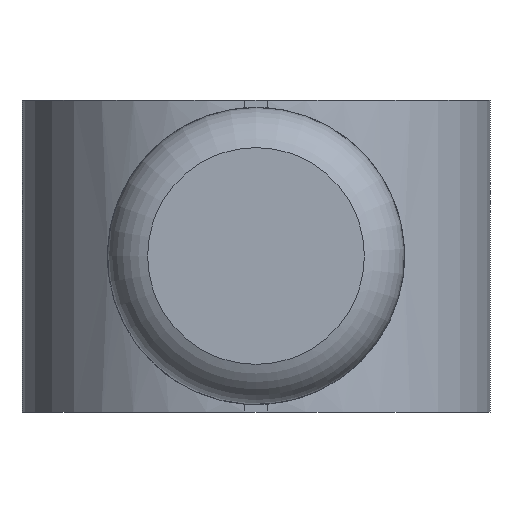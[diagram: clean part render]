
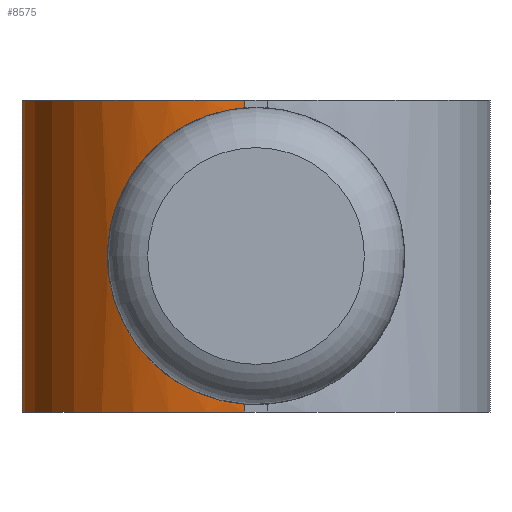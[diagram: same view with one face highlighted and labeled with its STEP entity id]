
A CAD part, left-side view. The second image highlights one B-rep face of the part: STEP entity #8575.
In plain terms, the highlighted cylindrical face has radius 15 mm (diameter 30 mm), a partial arc.
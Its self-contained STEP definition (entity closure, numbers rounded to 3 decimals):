
#949=LINE($,#15633,#1679);
#950=LINE($,#15635,#1680);
#951=LINE($,#15638,#1681);
#1679=VECTOR($,#10109,0.528);
#1680=VECTOR($,#10110,21.);
#1681=VECTOR($,#10113,0.528);
#1689=B_SPLINE_CURVE_WITH_KNOTS($,3,(#10177,#10178,#10179,#10180,#10181,
#10182,#10183,#10184,#10185,#10186,#10187,#10188,#10189,#10190,#10191,#10192,
#10193,#10194,#10195,#10196,#10197,#10198),.UNSPECIFIED.,.F.,.F.,(4,2,2,
2,2,2,2,2,2,2,4),(1.664,1.974,2.359,2.751,
2.947,3.143,3.34,3.536,3.928,
4.313,4.623),.UNSPECIFIED.);
#2850=FACE_OUTER_BOUND($,#3366,.T.);
#3366=EDGE_LOOP($,(#7769,#7770,#7771,#7772,#7773,#7774));
#3406=CIRCLE($,#8845,15.);
#3408=CIRCLE($,#8850,15.);
#3415=VERTEX_POINT($,#10174);
#3416=VERTEX_POINT($,#10176);
#4212=VERTEX_POINT($,#15623);
#4213=VERTEX_POINT($,#15625);
#4215=VERTEX_POINT($,#15634);
#4216=VERTEX_POINT($,#15636);
#4224=EDGE_CURVE($,#3416,#3415,#1689,.T.);
#5404=EDGE_CURVE($,#4213,#4212,#3406,.T.);
#5407=EDGE_CURVE($,#3415,#4213,#949,.T.);
#5408=EDGE_CURVE($,#4215,#4212,#950,.T.);
#5409=EDGE_CURVE($,#4215,#4216,#3408,.T.);
#5410=EDGE_CURVE($,#4216,#3416,#951,.T.);
#7769=ORIENTED_EDGE($,*,*,#4224,.T.);
#7770=ORIENTED_EDGE($,*,*,#5407,.T.);
#7771=ORIENTED_EDGE($,*,*,#5404,.T.);
#7772=ORIENTED_EDGE($,*,*,#5408,.F.);
#7773=ORIENTED_EDGE($,*,*,#5409,.T.);
#7774=ORIENTED_EDGE($,*,*,#5410,.T.);
#7831=CYLINDRICAL_SURFACE($,#8849,15.);
#8575=ADVANCED_FACE($,(#2850),#7831,.T.);
#8845=AXIS2_PLACEMENT_3D($,#15626,#10098,#10099);
#8849=AXIS2_PLACEMENT_3D($,#15632,#10107,#10108);
#8850=AXIS2_PLACEMENT_3D($,#15637,#10111,#10112);
#10098=DIRECTION('center_axis',(0.,0.,-1.));
#10099=DIRECTION('ref_axis',(0.,1.,0.));
#10107=DIRECTION('center_axis',(0.,0.,1.));
#10108=DIRECTION('ref_axis',(0.,1.,0.));
#10109=DIRECTION($,(0.,0.,1.));
#10110=DIRECTION($,(0.,0.,1.));
#10111=DIRECTION('center_axis',(0.,0.,1.));
#10112=DIRECTION('ref_axis',(0.,1.,0.));
#10113=DIRECTION($,(0.,0.,1.));
#10174=CARTESIAN_POINT('',(-35.25,0.75,9.972));
#10176=CARTESIAN_POINT('',(-35.25,0.75,-9.972));
#10177=CARTESIAN_POINT('Ctrl Pts',(-35.25,0.75,-9.972));
#10178=CARTESIAN_POINT('Ctrl Pts',(-35.25,1.8,-9.893));
#10179=CARTESIAN_POINT('Ctrl Pts',(-35.134,2.869,-9.639));
#10180=CARTESIAN_POINT('Ctrl Pts',(-34.665,5.082,-8.714));
#10181=CARTESIAN_POINT('Ctrl Pts',(-34.264,6.183,-7.953));
#10182=CARTESIAN_POINT('Ctrl Pts',(-33.456,7.929,-6.219));
#10183=CARTESIAN_POINT('Ctrl Pts',(-32.988,8.695,-5.115));
#10184=CARTESIAN_POINT('Ctrl Pts',(-32.458,9.472,-3.275));
#10185=CARTESIAN_POINT('Ctrl Pts',(-32.31,9.671,-2.631));
#10186=CARTESIAN_POINT('Ctrl Pts',(-32.11,9.935,-1.32));
#10187=CARTESIAN_POINT('Ctrl Pts',(-32.058,10.,-0.654));
#10188=CARTESIAN_POINT('Ctrl Pts',(-32.058,10.,0.654));
#10189=CARTESIAN_POINT('Ctrl Pts',(-32.11,9.935,1.32));
#10190=CARTESIAN_POINT('Ctrl Pts',(-32.31,9.671,2.631));
#10191=CARTESIAN_POINT('Ctrl Pts',(-32.458,9.472,3.275));
#10192=CARTESIAN_POINT('Ctrl Pts',(-32.988,8.695,5.115));
#10193=CARTESIAN_POINT('Ctrl Pts',(-33.456,7.929,6.219));
#10194=CARTESIAN_POINT('Ctrl Pts',(-34.264,6.183,7.953));
#10195=CARTESIAN_POINT('Ctrl Pts',(-34.665,5.082,8.714));
#10196=CARTESIAN_POINT('Ctrl Pts',(-35.134,2.869,9.639));
#10197=CARTESIAN_POINT('Ctrl Pts',(-35.25,1.8,9.893));
#10198=CARTESIAN_POINT('Ctrl Pts',(-35.25,0.75,9.972));
#15623=CARTESIAN_POINT('',(-20.25,15.75,10.5));
#15625=CARTESIAN_POINT('',(-35.25,0.75,10.5));
#15626=CARTESIAN_POINT('Origin',(-20.25,0.75,10.5));
#15632=CARTESIAN_POINT('Origin',(-20.25,0.75,0.));
#15633=CARTESIAN_POINT($,(-35.25,0.75,0.));
#15634=CARTESIAN_POINT('',(-20.25,15.75,-10.5));
#15635=CARTESIAN_POINT($,(-20.25,15.75,0.));
#15636=CARTESIAN_POINT('',(-35.25,0.75,-10.5));
#15637=CARTESIAN_POINT('Origin',(-20.25,0.75,-10.5));
#15638=CARTESIAN_POINT($,(-35.25,0.75,0.));
